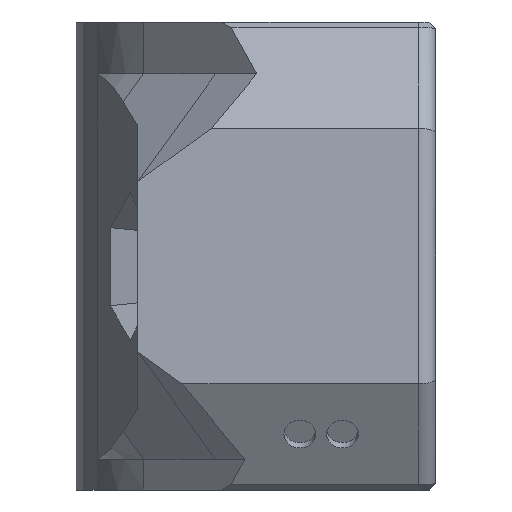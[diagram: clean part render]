
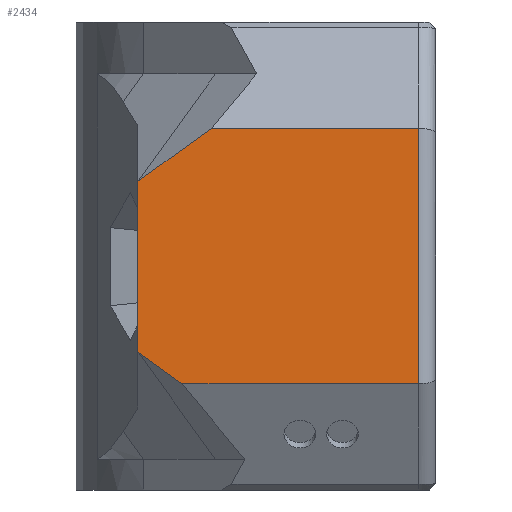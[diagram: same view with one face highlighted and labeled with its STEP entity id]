
A CAD part, left-side view. The second image highlights one B-rep face of the part: STEP entity #2434.
In plain terms, the highlighted planar face has unit normal (-1, 0, 0).
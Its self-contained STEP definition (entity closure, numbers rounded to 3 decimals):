
#186=PLANE('',#2640);
#330=FACE_OUTER_BOUND('',#480,.T.);
#480=EDGE_LOOP('',(#2229,#2230,#2231,#2232,#2233,#2234));
#546=LINE('',#3425,#782);
#609=LINE('',#3775,#845);
#651=LINE('',#4004,#887);
#683=LINE('',#4215,#919);
#696=LINE('',#4294,#932);
#717=LINE('',#4400,#953);
#782=VECTOR('',#2764,10.);
#845=VECTOR('',#2915,10.);
#887=VECTOR('',#3025,10.);
#919=VECTOR('',#3159,10.);
#932=VECTOR('',#3190,10.);
#953=VECTOR('',#3251,10.);
#1054=VERTEX_POINT('',#3410);
#1056=VERTEX_POINT('',#3418);
#1122=VERTEX_POINT('',#3772);
#1123=VERTEX_POINT('',#3774);
#1162=VERTEX_POINT('',#4003);
#1205=VERTEX_POINT('',#4292);
#1286=EDGE_CURVE('',#1054,#1056,#546,.T.);
#1381=EDGE_CURVE('',#1123,#1122,#609,.T.);
#1445=EDGE_CURVE('',#1123,#1162,#651,.T.);
#1511=EDGE_CURVE('',#1054,#1122,#683,.T.);
#1532=EDGE_CURVE('',#1056,#1205,#696,.F.);
#1561=EDGE_CURVE('',#1205,#1162,#717,.T.);
#2229=ORIENTED_EDGE('',*,*,#1286,.T.);
#2230=ORIENTED_EDGE('',*,*,#1532,.T.);
#2231=ORIENTED_EDGE('',*,*,#1561,.T.);
#2232=ORIENTED_EDGE('',*,*,#1445,.F.);
#2233=ORIENTED_EDGE('',*,*,#1381,.T.);
#2234=ORIENTED_EDGE('',*,*,#1511,.F.);
#2434=ADVANCED_FACE('',(#330),#186,.T.);
#2640=AXIS2_PLACEMENT_3D('',#4405,#3257,#3258);
#2764=DIRECTION('',(0.,0.,-1.));
#2915=DIRECTION('',(0.,1.,0.));
#3025=DIRECTION('',(0.,0.,-1.));
#3159=DIRECTION('',(0.,-0.811,0.586));
#3190=DIRECTION('',(0.,0.811,0.586));
#3251=DIRECTION('',(0.,-1.,0.));
#3257=DIRECTION('center_axis',(-1.,0.,0.));
#3258=DIRECTION('ref_axis',(0.,-1.,0.));
#3410=CARTESIAN_POINT('',(-15.,8.6,11.7));
#3418=CARTESIAN_POINT('',(-15.,8.6,3.7));
#3425=CARTESIAN_POINT('',(-15.,8.6,7.7));
#3772=CARTESIAN_POINT('',(-15.,5.14,14.2));
#3774=CARTESIAN_POINT('',(-15.,-4.6,14.2));
#3775=CARTESIAN_POINT('',(-15.,-1.9,14.2));
#4003=CARTESIAN_POINT('',(-15.,-4.6,2.2));
#4004=CARTESIAN_POINT('',(-15.,-4.6,0.));
#4215=CARTESIAN_POINT('',(-15.,9.389,11.13));
#4292=CARTESIAN_POINT('',(-15.,6.524,2.2));
#4294=CARTESIAN_POINT('',(-15.,5.733,1.629));
#4400=CARTESIAN_POINT('',(-15.,-1.9,2.2));
#4405=CARTESIAN_POINT('Origin',(-15.,1.6,0.));
